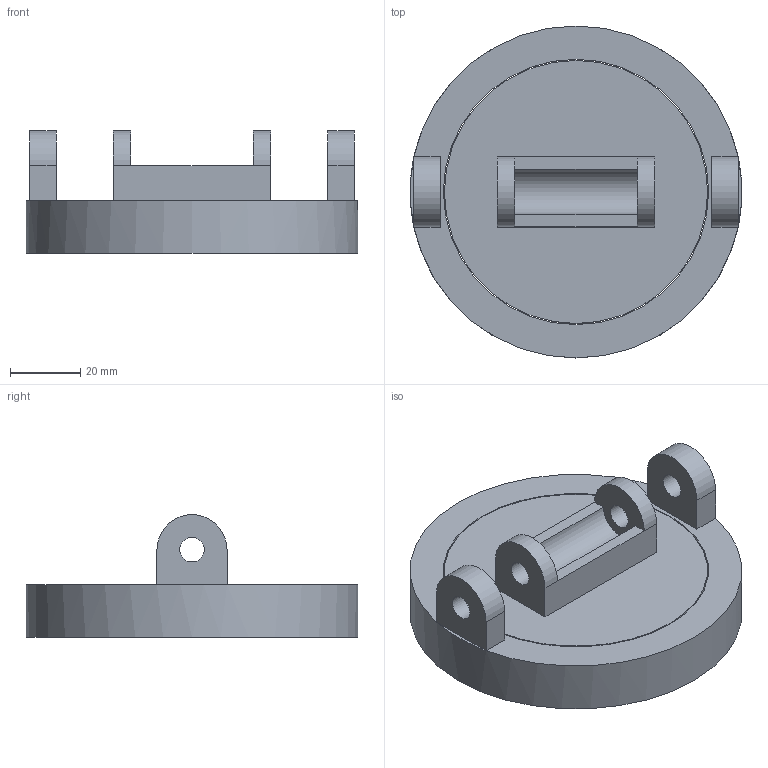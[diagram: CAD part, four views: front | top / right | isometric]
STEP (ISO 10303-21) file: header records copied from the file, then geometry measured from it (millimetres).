
FILE_DESCRIPTION(/* description */ (''),/* implementation_level */ '2;1');
FILE_NAME(/* name */ 'DHECbottomassemblyv2 v2.stp',/* time_stamp */ '2021-05-04T16:28:15-04:00',/* author */ (''),/* organization */ (''),/* preprocessor_version */ 'ST-DEVELOPER v18.1',/* originating_system */ 'Autodesk Translation Framework v10.6.0.1341',/* authorisation */ '');
FILE_SCHEMA (('AUTOMOTIVE_DESIGN { 1 0 10303 214 3 1 1 }'));
Length unit declared in the file: millimetre
Products named in the file (3): DHEC_bottom_assembly_v2; DHEC_bottom_lock_outer_ring_v2; DHEC_bottom_lock_cap_v2
Assembly tree (2 placements, depth 2):
  DHEC_bottom_assembly_v2
    DHEC_bottom_lock_outer_ring_v2
    DHEC_bottom_lock_cap_v2
Bounding box: 94.6 x 94.6 x 35 mm (x, y, z)
Volume: 56063.6 mm3; surface area: 28098.7 mm2
Topology: 2 solids, 2 shells, 36 faces, 78 edges, 48 vertices
Faces by surface type: plane 23, cylinder 13
Full cylindrical faces by diameter (mm): 7 x4, 75 x1, 75.6 x1, 88.6 x1, 94.6 x1
Entity records: 1081 total; most frequent: DIRECTION 190, CARTESIAN_POINT 167, ORIENTED_EDGE 156, EDGE_CURVE 78, AXIS2_PLACEMENT_3D 71, EDGE_LOOP 48, LINE 48, VECTOR 48
